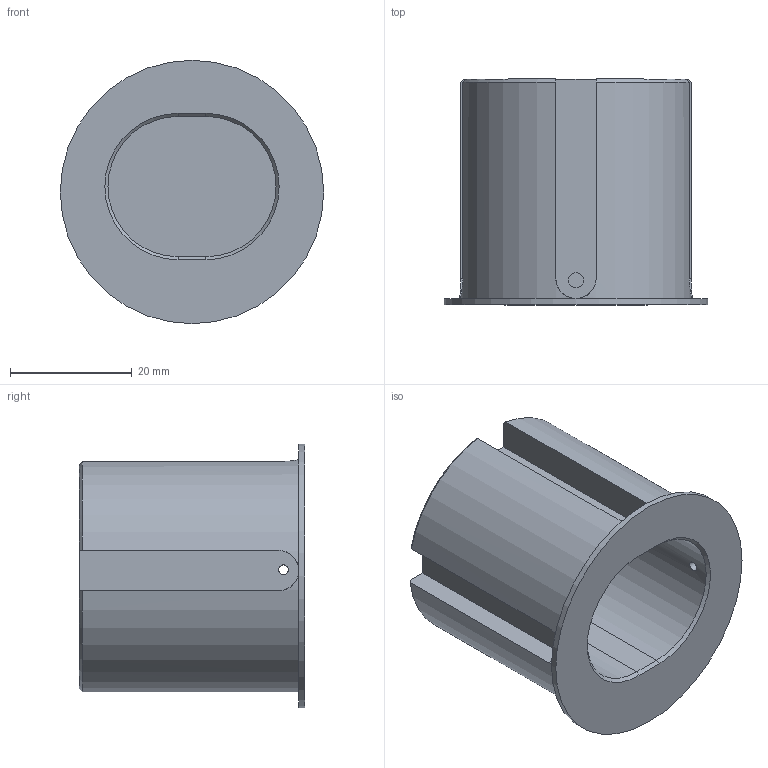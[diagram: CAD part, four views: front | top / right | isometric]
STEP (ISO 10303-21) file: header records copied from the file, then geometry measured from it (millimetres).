
FILE_DESCRIPTION(/* description */ (''),/* implementation_level */ '2;1');
FILE_NAME(/* name */ 'nosepoke_no_reward v52.step',/* time_stamp */ '2018-11-15T11:28:45-05:00',/* author */ (''),/* organization */ (''),/* preprocessor_version */ 'ST-DEVELOPER v17.2',/* originating_system */ 'Autodesk Translation Framework v7.6.0.251',/* authorisation */ '');
FILE_SCHEMA (('AUTOMOTIVE_DESIGN { 1 0 10303 214 3 1 1 }'));
Length unit declared in the file: millimetre
Products named in the file (1): nosepoke_no_reward
Bounding box: 43.18 x 37 x 43.18 mm (x, y, z)
Volume: 22910.7 mm3; surface area: 10797.7 mm2
Topology: 1 solids, 1 shells, 38 faces, 91 edges, 59 vertices
Faces by surface type: plane 19, cylinder 14, cone 5
Full cylindrical faces by diameter (mm): 1.6 x2, 2.075 x2, 2.5 x1, 43.18 x1
Entity records: 1244 total; most frequent: CARTESIAN_POINT 323, ORIENTED_EDGE 182, DIRECTION 181, EDGE_CURVE 91, AXIS2_PLACEMENT_3D 67, VERTEX_POINT 59, EDGE_LOOP 48, LINE 47
